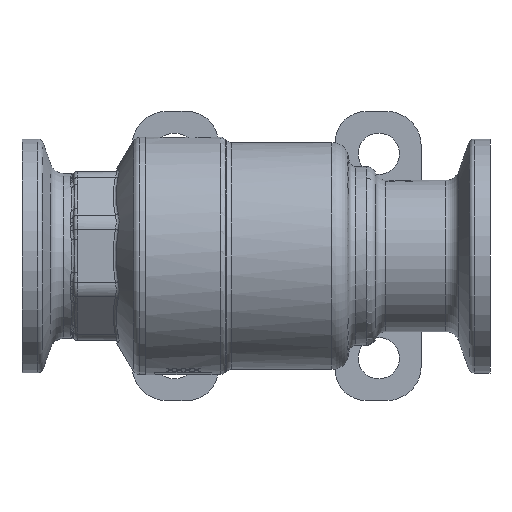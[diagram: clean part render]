
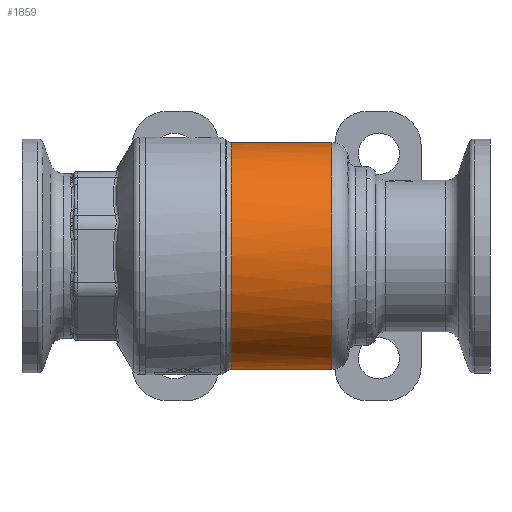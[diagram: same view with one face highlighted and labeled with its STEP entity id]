
A CAD part, front view. The second image highlights one B-rep face of the part: STEP entity #1859.
In plain terms, the highlighted cylindrical face has radius 16.5 mm (diameter 33 mm), a partial arc.
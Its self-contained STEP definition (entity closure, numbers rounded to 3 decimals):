
#621=B_SPLINE_CURVE_WITH_KNOTS('',3,(#17349,#17350,#17351,#17352,#17353,
#17354,#17355,#17356,#17357,#17358,#17359,#17360,#17361,#17362,#17363,#17364,
#17365,#17366,#17367,#17368,#17369,#17370,#17371,#17372,#17373,#17374),
 .UNSPECIFIED.,.F.,.F.,(4,2,2,2,2,2,2,2,2,2,2,2,4),(0.,0.125,0.188,0.25,
0.313,0.375,0.5,0.625,0.688,0.75,0.813,0.875,1.),.UNSPECIFIED.);
#660=B_SPLINE_CURVE_WITH_KNOTS('',3,(#18055,#18056,#18057,#18058,#18059,
#18060,#18061,#18062,#18063,#18064,#18065,#18066,#18067,#18068,#18069,#18070,
#18071,#18072,#18073,#18074,#18075,#18076,#18077,#18078,#18079,#18080),
 .UNSPECIFIED.,.F.,.F.,(4,2,2,2,2,2,2,2,2,2,2,2,4),(0.,0.063,0.125,0.188,
0.25,0.375,0.5,0.563,0.625,0.688,0.75,0.875,1.),.UNSPECIFIED.);
#1859=ADVANCED_FACE('NONE',(#2721),#2239,.T.);
#2239=CYLINDRICAL_SURFACE('',#11839,16.5);
#2721=FACE_OUTER_BOUND('',#3378,.T.);
#3378=EDGE_LOOP('',(#7017,#7018,#7019,#7020));
#7017=ORIENTED_EDGE('',*,*,#9703,.T.);
#7018=ORIENTED_EDGE('',*,*,#10270,.T.);
#7019=ORIENTED_EDGE('',*,*,#9628,.T.);
#7020=ORIENTED_EDGE('',*,*,#10271,.T.);
#8382=VERTEX_POINT('',#17283);
#8383=VERTEX_POINT('',#17287);
#8430=VERTEX_POINT('',#18015);
#8432=VERTEX_POINT('',#18052);
#9628=EDGE_CURVE('NONE',#8383,#8382,#621,.T.);
#9703=EDGE_CURVE('NONE',#8432,#8430,#660,.T.);
#10270=EDGE_CURVE('NONE',#8430,#8383,#10945,.T.);
#10271=EDGE_CURVE('NONE',#8382,#8432,#10946,.T.);
#10945=CIRCLE('',#11837,16.5);
#10946=CIRCLE('',#11838,16.5);
#11837=AXIS2_PLACEMENT_3D('',#21255,#14146,#14147);
#11838=AXIS2_PLACEMENT_3D('',#21256,#14148,#14149);
#11839=AXIS2_PLACEMENT_3D('',#21257,#14150,#14151);
#14146=DIRECTION('',(-1.,0.,0.));
#14147=DIRECTION('',(0.,0.,-1.));
#14148=DIRECTION('',(1.,0.,0.));
#14149=DIRECTION('',(0.,0.,-1.));
#14150=DIRECTION('',(-1.,0.,0.));
#14151=DIRECTION('',(0.,0.,1.));
#17283=CARTESIAN_POINT('',(-7.017,8.975,8.889));
#17287=CARTESIAN_POINT('',(7.569,9.619,7.789));
#17349=CARTESIAN_POINT('',(7.569,9.619,7.789));
#17350=CARTESIAN_POINT('',(7.093,9.387,8.223));
#17351=CARTESIAN_POINT('',(6.598,9.159,8.604));
#17352=CARTESIAN_POINT('',(5.777,8.817,9.133));
#17353=CARTESIAN_POINT('',(5.498,8.707,9.295));
#17354=CARTESIAN_POINT('',(4.932,8.497,9.596));
#17355=CARTESIAN_POINT('',(4.658,8.401,9.728));
#17356=CARTESIAN_POINT('',(4.046,8.205,9.992));
#17357=CARTESIAN_POINT('',(3.738,8.114,10.11));
#17358=CARTESIAN_POINT('',(3.117,7.95,10.318));
#17359=CARTESIAN_POINT('',(2.817,7.879,10.406));
#17360=CARTESIAN_POINT('',(1.833,7.678,10.65));
#17361=CARTESIAN_POINT('',(1.188,7.588,10.754));
#17362=CARTESIAN_POINT('',(-0.164,7.497,10.859));
#17363=CARTESIAN_POINT('',(-0.857,7.502,10.853));
#17364=CARTESIAN_POINT('',(-1.843,7.578,10.765));
#17365=CARTESIAN_POINT('',(-2.171,7.615,10.723));
#17366=CARTESIAN_POINT('',(-2.825,7.71,10.61));
#17367=CARTESIAN_POINT('',(-3.162,7.771,10.537));
#17368=CARTESIAN_POINT('',(-3.79,7.904,10.375));
#17369=CARTESIAN_POINT('',(-4.102,7.98,10.281));
#17370=CARTESIAN_POINT('',(-4.72,8.148,10.066));
#17371=CARTESIAN_POINT('',(-5.04,8.245,9.939));
#17372=CARTESIAN_POINT('',(-5.912,8.532,9.551));
#17373=CARTESIAN_POINT('',(-6.474,8.746,9.246));
#17374=CARTESIAN_POINT('',(-7.017,8.975,8.889));
#18015=CARTESIAN_POINT('',(7.569,9.619,-7.789));
#18052=CARTESIAN_POINT('',(-7.017,8.975,-8.889));
#18055=CARTESIAN_POINT('',(-7.017,8.975,-8.889));
#18056=CARTESIAN_POINT('',(-6.745,8.86,-9.068));
#18057=CARTESIAN_POINT('',(-6.467,8.749,-9.235));
#18058=CARTESIAN_POINT('',(-5.903,8.536,-9.542));
#18059=CARTESIAN_POINT('',(-5.628,8.438,-9.678));
#18060=CARTESIAN_POINT('',(-5.019,8.239,-9.948));
#18061=CARTESIAN_POINT('',(-4.712,8.146,-10.069));
#18062=CARTESIAN_POINT('',(-4.093,7.978,-10.283));
#18063=CARTESIAN_POINT('',(-3.794,7.905,-10.374));
#18064=CARTESIAN_POINT('',(-2.81,7.697,-10.628));
#18065=CARTESIAN_POINT('',(-2.157,7.601,-10.739));
#18066=CARTESIAN_POINT('',(-0.816,7.5,-10.855));
#18067=CARTESIAN_POINT('',(-0.139,7.498,-10.858));
#18068=CARTESIAN_POINT('',(0.857,7.566,-10.779));
#18069=CARTESIAN_POINT('',(1.188,7.6,-10.739));
#18070=CARTESIAN_POINT('',(1.849,7.691,-10.632));
#18071=CARTESIAN_POINT('',(2.193,7.751,-10.561));
#18072=CARTESIAN_POINT('',(2.822,7.88,-10.404));
#18073=CARTESIAN_POINT('',(3.134,7.954,-10.313));
#18074=CARTESIAN_POINT('',(3.753,8.118,-10.104));
#18075=CARTESIAN_POINT('',(4.073,8.213,-9.981));
#18076=CARTESIAN_POINT('',(4.949,8.496,-9.602));
#18077=CARTESIAN_POINT('',(5.528,8.714,-9.293));
#18078=CARTESIAN_POINT('',(6.594,9.157,-8.606));
#18079=CARTESIAN_POINT('',(7.096,9.388,-8.221));
#18080=CARTESIAN_POINT('',(7.569,9.619,-7.789));
#21255=CARTESIAN_POINT('',(7.569,-4.926,0.));
#21256=CARTESIAN_POINT('',(-7.017,-4.926,0.));
#21257=CARTESIAN_POINT('',(-62.43,-4.926,0.));
